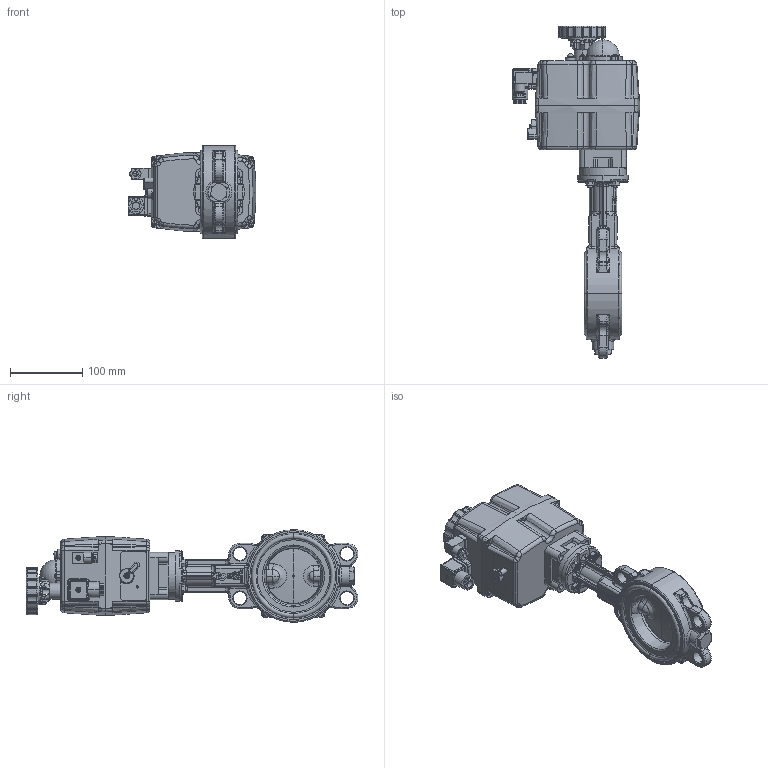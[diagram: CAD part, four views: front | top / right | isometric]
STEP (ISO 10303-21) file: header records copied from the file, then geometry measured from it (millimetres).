
FILE_DESCRIPTION (( 'STEP AP203' ), '1' );
FILE_NAME ('AKE01_DN80.STEP', '2022-10-14T08:08:20', ( '' ), ( '' ), 'SwSTEP 2.0', 'SolidWorks 2021', '' );
FILE_SCHEMA (( 'CONFIG_CONTROL_DESIGN' ));
Products named in the file (1): AKE01_DN80
Bounding box: 176.14 x 458.16 x 128 mm (x, y, z)
Surface area: 218167 mm2 (no closed solid volume)
Topology: 0 solids, 71 shells, 2048 faces, 6740 edges, 4548 vertices
Faces by surface type: cylinder 567, plane 561, torus 432, bspline 336, cone 119, sphere 33
Entity records: 115008 total; most frequent: CARTESIAN_POINT 59971, DIRECTION 11042, ORIENTED_EDGE 10837, EDGE_CURVE 6661, VERTEX_POINT 4538, AXIS2_PLACEMENT_3D 4261, CIRCLE 2548, VECTOR 2520
